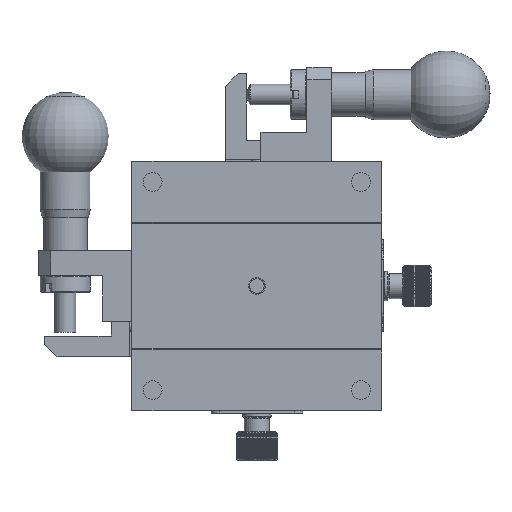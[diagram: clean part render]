
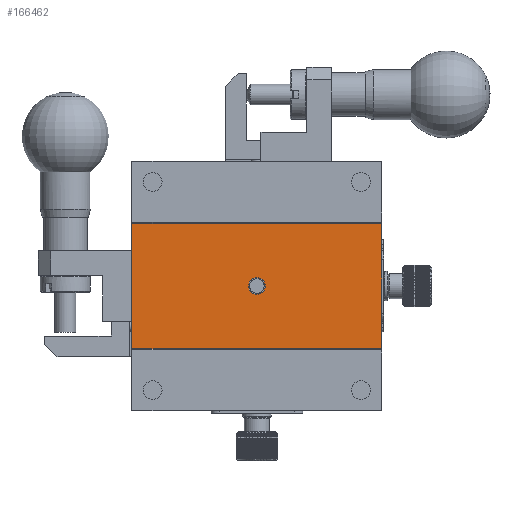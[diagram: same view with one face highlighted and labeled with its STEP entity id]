
A CAD part, front view. The second image highlights one B-rep face of the part: STEP entity #166462.
In plain terms, the highlighted planar face has unit normal (0, 1, 0).
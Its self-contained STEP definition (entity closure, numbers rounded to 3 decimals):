
#5852 = CARTESIAN_POINT ( 'NONE',  ( 0., 0.35, 0. ) ) ;
#7838 = CARTESIAN_POINT ( 'NONE',  ( -30., 0.35, 30. ) ) ;
#12709 = LINE ( 'NONE', #75852, #135643 ) ;
#14178 = VECTOR ( 'NONE', #95969, 1000. ) ;
#14809 = CARTESIAN_POINT ( 'NONE',  ( -30., 0.35, -15. ) ) ;
#17078 = VERTEX_POINT ( 'NONE', #123668 ) ;
#17871 = DIRECTION ( 'NONE',  ( 0., 0., -1. ) ) ;
#22561 = DIRECTION ( 'NONE',  ( 0., 0., -1. ) ) ;
#24656 = CARTESIAN_POINT ( 'NONE',  ( 0., 0.35, -2. ) ) ;
#25739 = CARTESIAN_POINT ( 'NONE',  ( -30., 0.35, -15. ) ) ;
#31836 = CARTESIAN_POINT ( 'NONE',  ( 30., 0.35, -30. ) ) ;
#32930 = AXIS2_PLACEMENT_3D ( 'NONE', #14809, #128002, #142818 ) ;
#35547 = EDGE_CURVE ( 'NONE', #179549, #179549, #169209, .T. ) ;
#52691 = CARTESIAN_POINT ( 'NONE',  ( -30., 0.35, 15. ) ) ;
#54394 = ORIENTED_EDGE ( 'NONE', *, *, #81637, .T. ) ;
#55683 = VERTEX_POINT ( 'NONE', #127192 ) ;
#69393 = VERTEX_POINT ( 'NONE', #25739 ) ;
#75852 = CARTESIAN_POINT ( 'NONE',  ( -30., 0.35, -15. ) ) ;
#81637 = EDGE_CURVE ( 'NONE', #182959, #17078, #158821, .T. ) ;
#85400 = PLANE ( 'NONE',  #32930 ) ;
#95969 = DIRECTION ( 'NONE',  ( 0., 0., 1. ) ) ;
#96043 = VECTOR ( 'NONE', #165737, 1000. ) ;
#118763 = EDGE_LOOP ( 'NONE', ( #125528 ) ) ;
#119351 = DIRECTION ( 'NONE',  ( -1., 0., 0. ) ) ;
#121058 = LINE ( 'NONE', #7838, #14178 ) ;
#123668 = CARTESIAN_POINT ( 'NONE',  ( 30., 0.35, -15. ) ) ;
#123983 = EDGE_CURVE ( 'NONE', #17078, #69393, #12709, .T. ) ;
#124552 = EDGE_CURVE ( 'NONE', #69393, #55683, #121058, .T. ) ;
#125528 = ORIENTED_EDGE ( 'NONE', *, *, #35547, .T. ) ;
#127068 = FACE_OUTER_BOUND ( 'NONE', #142145, .T. ) ;
#127192 = CARTESIAN_POINT ( 'NONE',  ( -30., 0.35, 15. ) ) ;
#127970 = ORIENTED_EDGE ( 'NONE', *, *, #124552, .T. ) ;
#128002 = DIRECTION ( 'NONE',  ( 0., 1., 0. ) ) ;
#128934 = FACE_BOUND ( 'NONE', #118763, .T. ) ;
#135229 = LINE ( 'NONE', #52691, #96043 ) ;
#135643 = VECTOR ( 'NONE', #119351, 1000. ) ;
#142145 = EDGE_LOOP ( 'NONE', ( #146316, #54394, #148776, #127970 ) ) ;
#142818 = DIRECTION ( 'NONE',  ( 0., 0., 1. ) ) ;
#146316 = ORIENTED_EDGE ( 'NONE', *, *, #148633, .T. ) ;
#147827 = DIRECTION ( 'NONE',  ( 0., -1., 0. ) ) ;
#148633 = EDGE_CURVE ( 'NONE', #55683, #182959, #135229, .T. ) ;
#148776 = ORIENTED_EDGE ( 'NONE', *, *, #123983, .T. ) ;
#158821 = LINE ( 'NONE', #31836, #166318 ) ;
#160357 = AXIS2_PLACEMENT_3D ( 'NONE', #5852, #147827, #22561 ) ;
#165737 = DIRECTION ( 'NONE',  ( 1., 0., 0. ) ) ;
#166318 = VECTOR ( 'NONE', #17871, 1000. ) ;
#166462 = ADVANCED_FACE ( 'NONE', ( #127068, #128934 ), #85400, .T. ) ;
#169209 = CIRCLE ( 'NONE', #160357, 2. ) ;
#179549 = VERTEX_POINT ( 'NONE', #24656 ) ;
#182959 = VERTEX_POINT ( 'NONE', #183568 ) ;
#183568 = CARTESIAN_POINT ( 'NONE',  ( 30., 0.35, 15. ) ) ;
